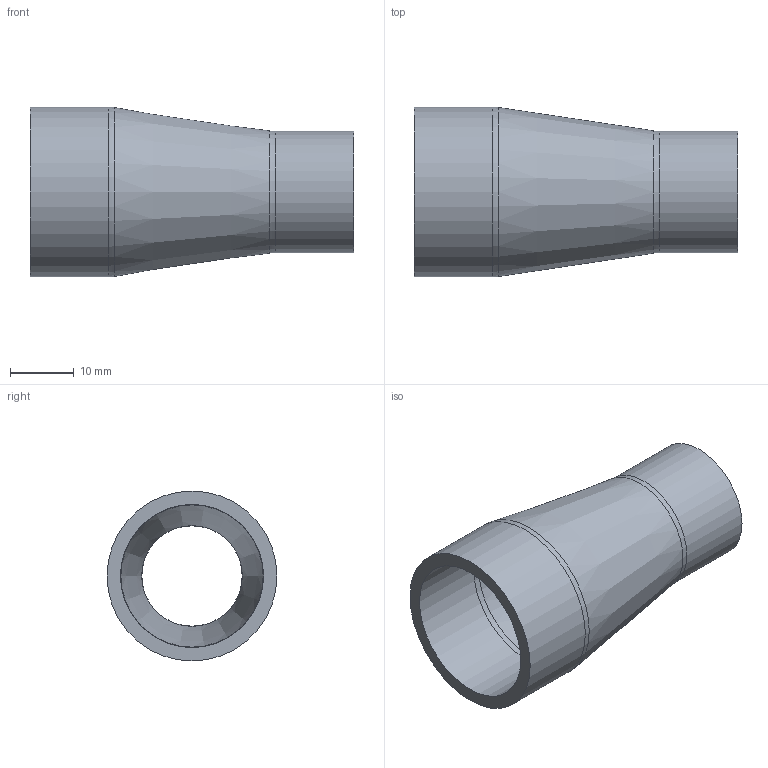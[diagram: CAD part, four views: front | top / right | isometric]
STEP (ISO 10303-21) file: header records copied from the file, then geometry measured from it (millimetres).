
FILE_DESCRIPTION(/* description */ (''),/* implementation_level */ '2;1');
FILE_NAME(/* name */ '19WX-.75.stp',/* time_stamp */ '2025-08-01T11:12:59-04:00',/* author */ ('brad'),/* organization */ (''),/* preprocessor_version */ 'ST-DEVELOPER v20',/* originating_system */ 'Autodesk Inventor 2025',/* authorisation */ '');
FILE_SCHEMA (('AUTOMOTIVE_DESIGN { 1 0 10303 214 3 1 1 }'));
Length unit declared in the file: inch
Products named in the file (1): 19WX-.75
Bounding box: 50.8 x 26.67 x 26.67 mm (x, y, z)
Volume: 6700.9 mm3; surface area: 6949.1 mm2
Topology: 1 solids, 1 shells, 12 faces, 30 edges, 20 vertices
Faces by surface type: cylinder 4, torus 3, cone 2, plane 2, bspline 1
Full cylindrical faces by diameter (mm): 15.748 x1, 19.05 x1, 22.454 x1, 26.67 x1
Entity records: 449 total; most frequent: CARTESIAN_POINT 89, DIRECTION 78, ORIENTED_EDGE 60, AXIS2_PLACEMENT_3D 36, EDGE_CURVE 30, CIRCLE 24, VERTEX_POINT 20, EDGE_LOOP 14
